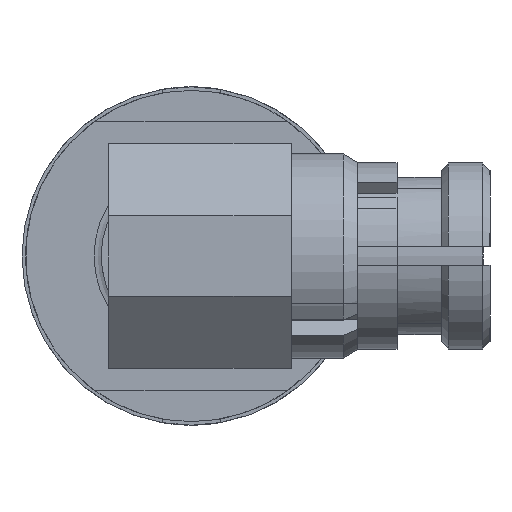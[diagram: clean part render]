
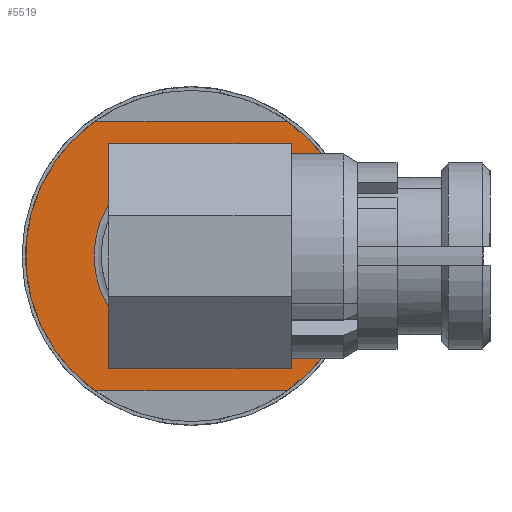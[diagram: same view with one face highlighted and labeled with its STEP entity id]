
A CAD part, left-side view. The second image highlights one B-rep face of the part: STEP entity #5519.
In plain terms, the highlighted face is planar.
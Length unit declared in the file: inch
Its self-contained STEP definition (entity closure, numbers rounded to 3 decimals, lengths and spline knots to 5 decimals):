
#12 = FACE_OUTER_BOUND ( 'NONE', #3198, .T. ) ;
#81 = CARTESIAN_POINT ( 'NONE',  ( 0.277, 0., 0. ) ) ;
#121 = VECTOR ( 'NONE', #4283, 39.37008 ) ;
#291 = ORIENTED_EDGE ( 'NONE', *, *, #2730, .T. ) ;
#451 = LINE ( 'NONE', #2031, #121 ) ;
#679 = AXIS2_PLACEMENT_3D ( 'NONE', #4063, #6246, #4551 ) ;
#792 = CIRCLE ( 'NONE', #679, 0.115 ) ;
#820 = CIRCLE ( 'NONE', #1760, 0.115 ) ;
#963 = CARTESIAN_POINT ( 'NONE',  ( 0.277, 0., 0.0675 ) ) ;
#1098 = FACE_BOUND ( 'NONE', #4079, .T. ) ;
#1150 = AXIS2_PLACEMENT_3D ( 'NONE', #81, #1199, #3361 ) ;
#1199 = DIRECTION ( 'NONE',  ( -1., 0., 0. ) ) ;
#1298 = VERTEX_POINT ( 'NONE', #4230 ) ;
#1507 = CARTESIAN_POINT ( 'NONE',  ( 0.277, 0.115, 0.0935 ) ) ;
#1533 = AXIS2_PLACEMENT_3D ( 'NONE', #4875, #3839, #2659 ) ;
#1574 = PLANE ( 'NONE',  #6580 ) ;
#1650 = EDGE_CURVE ( 'NONE', #5558, #1791, #792, .T. ) ;
#1760 = AXIS2_PLACEMENT_3D ( 'NONE', #3751, #6569, #6424 ) ;
#1791 = VERTEX_POINT ( 'NONE', #4240 ) ;
#1868 = ORIENTED_EDGE ( 'NONE', *, *, #1650, .T. ) ;
#2031 = CARTESIAN_POINT ( 'NONE',  ( 0.277, 0.115, -0.0935 ) ) ;
#2188 = EDGE_CURVE ( 'NONE', #2766, #5639, #4459, .T. ) ;
#2659 = DIRECTION ( 'NONE',  ( 0., 0., -1. ) ) ;
#2730 = EDGE_CURVE ( 'NONE', #1298, #5558, #451, .T. ) ;
#2755 = DIRECTION ( 'NONE',  ( 0., 1., 0. ) ) ;
#2766 = VERTEX_POINT ( 'NONE', #963 ) ;
#2823 = EDGE_CURVE ( 'NONE', #1791, #3106, #6535, .T. ) ;
#2829 = CARTESIAN_POINT ( 'NONE',  ( 0.277, 0., -0.0675 ) ) ;
#2864 = CARTESIAN_POINT ( 'NONE',  ( 0.277, 0.115, 0. ) ) ;
#3106 = VERTEX_POINT ( 'NONE', #4058 ) ;
#3198 = EDGE_LOOP ( 'NONE', ( #7046, #291, #1868, #6687 ) ) ;
#3361 = DIRECTION ( 'NONE',  ( 0., 0., -1. ) ) ;
#3589 = ORIENTED_EDGE ( 'NONE', *, *, #2188, .T. ) ;
#3646 = CIRCLE ( 'NONE', #1533, 0.0675 ) ;
#3751 = CARTESIAN_POINT ( 'NONE',  ( 0.277, 0., 0. ) ) ;
#3839 = DIRECTION ( 'NONE',  ( -1., 0., 0. ) ) ;
#3853 = EDGE_CURVE ( 'NONE', #3106, #1298, #820, .T. ) ;
#3861 = DIRECTION ( 'NONE',  ( 1., 0., 0. ) ) ;
#4058 = CARTESIAN_POINT ( 'NONE',  ( 0.277, -0.06695, 0.0935 ) ) ;
#4063 = CARTESIAN_POINT ( 'NONE',  ( 0.277, 0., 0. ) ) ;
#4079 = EDGE_LOOP ( 'NONE', ( #5219, #3589 ) ) ;
#4230 = CARTESIAN_POINT ( 'NONE',  ( 0.277, -0.06695, -0.0935 ) ) ;
#4240 = CARTESIAN_POINT ( 'NONE',  ( 0.277, 0.06695, 0.0935 ) ) ;
#4283 = DIRECTION ( 'NONE',  ( 0., 1., 0. ) ) ;
#4459 = CIRCLE ( 'NONE', #1150, 0.0675 ) ;
#4551 = DIRECTION ( 'NONE',  ( 0., 0., -1. ) ) ;
#4875 = CARTESIAN_POINT ( 'NONE',  ( 0.277, 0., 0. ) ) ;
#4903 = DIRECTION ( 'NONE',  ( 0., -1., 0. ) ) ;
#4967 = CARTESIAN_POINT ( 'NONE',  ( 0.277, 0.06695, -0.0935 ) ) ;
#5186 = EDGE_CURVE ( 'NONE', #5639, #2766, #3646, .T. ) ;
#5219 = ORIENTED_EDGE ( 'NONE', *, *, #5186, .T. ) ;
#5519 = ADVANCED_FACE ( 'NONE', ( #1098, #12 ), #1574, .T. ) ;
#5558 = VERTEX_POINT ( 'NONE', #4967 ) ;
#5639 = VERTEX_POINT ( 'NONE', #2829 ) ;
#6246 = DIRECTION ( 'NONE',  ( 1., 0., 0. ) ) ;
#6424 = DIRECTION ( 'NONE',  ( 0., 0., -1. ) ) ;
#6535 = LINE ( 'NONE', #1507, #6780 ) ;
#6569 = DIRECTION ( 'NONE',  ( 1., 0., 0. ) ) ;
#6580 = AXIS2_PLACEMENT_3D ( 'NONE', #2864, #3861, #2755 ) ;
#6687 = ORIENTED_EDGE ( 'NONE', *, *, #2823, .T. ) ;
#6780 = VECTOR ( 'NONE', #4903, 39.37008 ) ;
#7046 = ORIENTED_EDGE ( 'NONE', *, *, #3853, .T. ) ;
